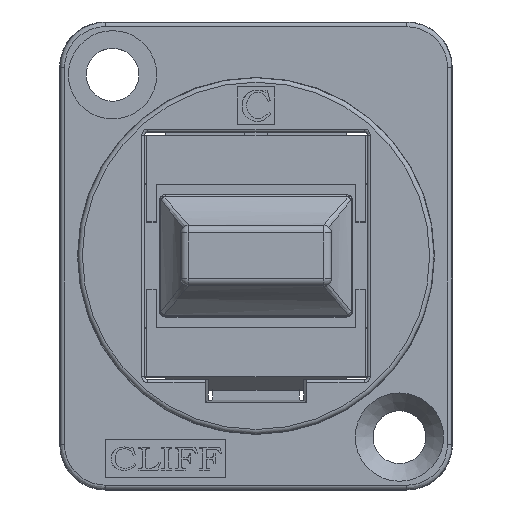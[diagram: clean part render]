
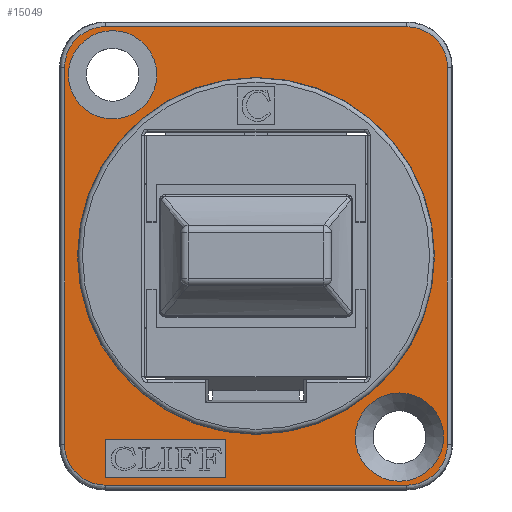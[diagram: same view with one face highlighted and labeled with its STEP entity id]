
A CAD part, top view. The second image highlights one B-rep face of the part: STEP entity #15049.
In plain terms, the highlighted planar face has unit normal (0, 0, 1).
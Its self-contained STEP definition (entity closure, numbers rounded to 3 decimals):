
#86=FACE_BOUND('',#2396,.T.);
#87=FACE_BOUND('',#2397,.T.);
#88=FACE_BOUND('',#2398,.T.);
#89=FACE_BOUND('',#2399,.T.);
#139=ELLIPSE('',#16208,2.7,2.7);
#140=ELLIPSE('',#16209,2.7,2.7);
#141=ELLIPSE('',#16210,2.7,2.7);
#142=ELLIPSE('',#16211,2.7,2.7);
#878=PLANE('',#16207);
#1616=FACE_OUTER_BOUND('',#2395,.T.);
#2395=EDGE_LOOP('',(#13254,#13255,#13256,#13257,#13258,#13259,#13260,#13261));
#2396=EDGE_LOOP('',(#13262,#13263,#13264,#13265));
#2397=EDGE_LOOP('',(#13266));
#2398=EDGE_LOOP('',(#13267));
#2399=EDGE_LOOP('',(#13268));
#3810=LINE('',#26241,#5248);
#3814=LINE('',#26249,#5252);
#3817=LINE('',#26255,#5255);
#3820=LINE('',#26260,#5258);
#3846=LINE('',#26353,#5284);
#3847=LINE('',#26357,#5285);
#3848=LINE('',#26361,#5286);
#3849=LINE('',#26364,#5287);
#5248=VECTOR('',#19784,2.5);
#5252=VECTOR('',#19790,8.);
#5255=VECTOR('',#19795,2.5);
#5258=VECTOR('',#19800,8.);
#5284=VECTOR('',#19884,24.965);
#5285=VECTOR('',#19887,19.965);
#5286=VECTOR('',#19890,24.965);
#5287=VECTOR('',#19893,19.965);
#5660=CIRCLE('',#15997,11.823);
#5709=CIRCLE('',#16212,2.925);
#5710=CIRCLE('',#16213,2.925);
#6710=VERTEX_POINT('',#24164);
#7021=VERTEX_POINT('',#26239);
#7022=VERTEX_POINT('',#26240);
#7025=VERTEX_POINT('',#26248);
#7027=VERTEX_POINT('',#26254);
#7051=VERTEX_POINT('',#26349);
#7052=VERTEX_POINT('',#26350);
#7053=VERTEX_POINT('',#26352);
#7054=VERTEX_POINT('',#26354);
#7055=VERTEX_POINT('',#26356);
#7056=VERTEX_POINT('',#26358);
#7057=VERTEX_POINT('',#26360);
#7058=VERTEX_POINT('',#26362);
#7059=VERTEX_POINT('',#26365);
#7060=VERTEX_POINT('',#26367);
#8596=EDGE_CURVE('',#6710,#6710,#5660,.T.);
#9088=EDGE_CURVE('',#7021,#7022,#3810,.T.);
#9092=EDGE_CURVE('',#7025,#7021,#3814,.T.);
#9095=EDGE_CURVE('',#7027,#7025,#3817,.T.);
#9098=EDGE_CURVE('',#7022,#7027,#3820,.T.);
#9139=EDGE_CURVE('',#7051,#7052,#139,.T.);
#9140=EDGE_CURVE('',#7053,#7051,#3846,.T.);
#9141=EDGE_CURVE('',#7054,#7053,#140,.T.);
#9142=EDGE_CURVE('',#7055,#7054,#3847,.T.);
#9143=EDGE_CURVE('',#7056,#7055,#141,.T.);
#9144=EDGE_CURVE('',#7057,#7056,#3848,.T.);
#9145=EDGE_CURVE('',#7058,#7057,#142,.T.);
#9146=EDGE_CURVE('',#7052,#7058,#3849,.T.);
#9147=EDGE_CURVE('',#7059,#7059,#5709,.T.);
#9148=EDGE_CURVE('',#7060,#7060,#5710,.T.);
#13254=ORIENTED_EDGE('',*,*,#9139,.F.);
#13255=ORIENTED_EDGE('',*,*,#9140,.F.);
#13256=ORIENTED_EDGE('',*,*,#9141,.F.);
#13257=ORIENTED_EDGE('',*,*,#9142,.F.);
#13258=ORIENTED_EDGE('',*,*,#9143,.F.);
#13259=ORIENTED_EDGE('',*,*,#9144,.F.);
#13260=ORIENTED_EDGE('',*,*,#9145,.F.);
#13261=ORIENTED_EDGE('',*,*,#9146,.F.);
#13262=ORIENTED_EDGE('',*,*,#9088,.T.);
#13263=ORIENTED_EDGE('',*,*,#9098,.T.);
#13264=ORIENTED_EDGE('',*,*,#9095,.T.);
#13265=ORIENTED_EDGE('',*,*,#9092,.T.);
#13266=ORIENTED_EDGE('',*,*,#8596,.T.);
#13267=ORIENTED_EDGE('',*,*,#9147,.T.);
#13268=ORIENTED_EDGE('',*,*,#9148,.T.);
#15049=ADVANCED_FACE('',(#1616,#86,#87,#88,#89),#878,.T.);
#15997=AXIS2_PLACEMENT_3D('',#24165,#19089,#19090);
#16207=AXIS2_PLACEMENT_3D('',#26348,#19880,#19881);
#16208=AXIS2_PLACEMENT_3D('',#26351,#19882,#19883);
#16209=AXIS2_PLACEMENT_3D('',#26355,#19885,#19886);
#16210=AXIS2_PLACEMENT_3D('',#26359,#19888,#19889);
#16211=AXIS2_PLACEMENT_3D('',#26363,#19891,#19892);
#16212=AXIS2_PLACEMENT_3D('',#26366,#19894,#19895);
#16213=AXIS2_PLACEMENT_3D('',#26368,#19896,#19897);
#19089=DIRECTION('center_axis',(0.,0.,
-1.));
#19090=DIRECTION('ref_axis',(-1.,0.,0.));
#19784=DIRECTION('',(0.,1.,0.));
#19790=DIRECTION('',(-1.,0.,0.));
#19795=DIRECTION('',(0.,-1.,0.));
#19800=DIRECTION('',(1.,0.,0.));
#19880=DIRECTION('center_axis',(0.,0.,
1.));
#19881=DIRECTION('ref_axis',(1.,0.,0.));
#19882=DIRECTION('center_axis',(0.,0.,
-1.));
#19883=DIRECTION('ref_axis',(-0.707,0.707,0.));
#19884=DIRECTION('',(0.,1.,0.));
#19885=DIRECTION('center_axis',(0.,0.,
-1.));
#19886=DIRECTION('ref_axis',(-0.707,-0.707,0.));
#19887=DIRECTION('',(-1.,0.,0.));
#19888=DIRECTION('center_axis',(0.,0.,
-1.));
#19889=DIRECTION('ref_axis',(0.707,-0.707,0.));
#19890=DIRECTION('',(0.,-1.,0.));
#19891=DIRECTION('center_axis',(0.,0.,
-1.));
#19892=DIRECTION('ref_axis',(0.707,0.707,0.));
#19893=DIRECTION('',(1.,0.,0.));
#19894=DIRECTION('center_axis',(0.,0.,
-1.));
#19895=DIRECTION('ref_axis',(1.,0.,0.));
#19896=DIRECTION('center_axis',(0.,0.,
-1.));
#19897=DIRECTION('ref_axis',(1.,0.,0.));
#24164=CARTESIAN_POINT('',(11.823,0.,2.3));
#24165=CARTESIAN_POINT('Origin',(0.,0.,
2.3));
#26239=CARTESIAN_POINT('',(-10.,-14.683,2.3));
#26240=CARTESIAN_POINT('',(-10.,-12.183,2.3));
#26241=CARTESIAN_POINT('',(-10.,-7.341,2.3));
#26248=CARTESIAN_POINT('',(-2.,-14.683,2.3));
#26249=CARTESIAN_POINT('',(-1.,-14.683,2.3));
#26254=CARTESIAN_POINT('',(-2.,-12.183,2.3));
#26255=CARTESIAN_POINT('',(-2.,-6.091,2.3));
#26260=CARTESIAN_POINT('',(-5.,-12.183,2.3));
#26348=CARTESIAN_POINT('Origin',(0.,0.,
2.3));
#26349=CARTESIAN_POINT('',(-12.683,12.483,2.3));
#26350=CARTESIAN_POINT('',(-9.983,15.183,2.3));
#26351=CARTESIAN_POINT('Origin',(-9.982,12.482,2.3));
#26352=CARTESIAN_POINT('',(-12.683,-12.483,2.3));
#26353=CARTESIAN_POINT('',(-12.683,-7.75,2.3));
#26354=CARTESIAN_POINT('',(-9.983,-15.183,2.3));
#26355=CARTESIAN_POINT('Origin',(-9.982,-12.482,2.3));
#26356=CARTESIAN_POINT('',(9.983,-15.183,2.3));
#26357=CARTESIAN_POINT('',(6.5,-15.183,2.3));
#26358=CARTESIAN_POINT('',(12.683,-12.483,2.3));
#26359=CARTESIAN_POINT('Origin',(9.982,-12.482,2.3));
#26360=CARTESIAN_POINT('',(12.683,12.483,2.3));
#26361=CARTESIAN_POINT('',(12.683,7.75,2.3));
#26362=CARTESIAN_POINT('',(9.983,15.183,2.3));
#26363=CARTESIAN_POINT('Origin',(9.982,12.482,2.3));
#26364=CARTESIAN_POINT('',(-6.5,15.183,2.3));
#26365=CARTESIAN_POINT('',(6.575,-12.,2.3));
#26366=CARTESIAN_POINT('Origin',(9.5,-12.,2.3));
#26367=CARTESIAN_POINT('',(-12.425,12.,2.3));
#26368=CARTESIAN_POINT('Origin',(-9.5,12.,2.3));
